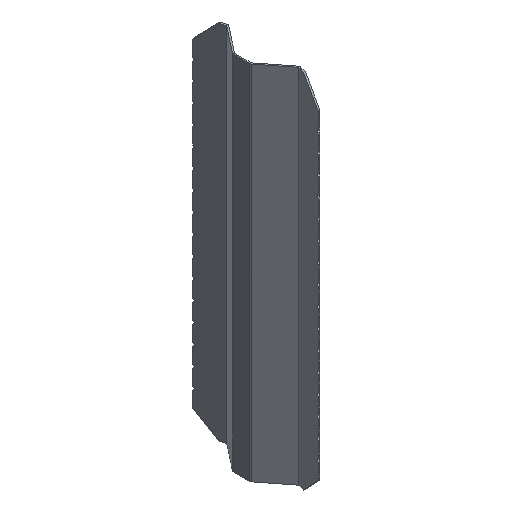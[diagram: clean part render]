
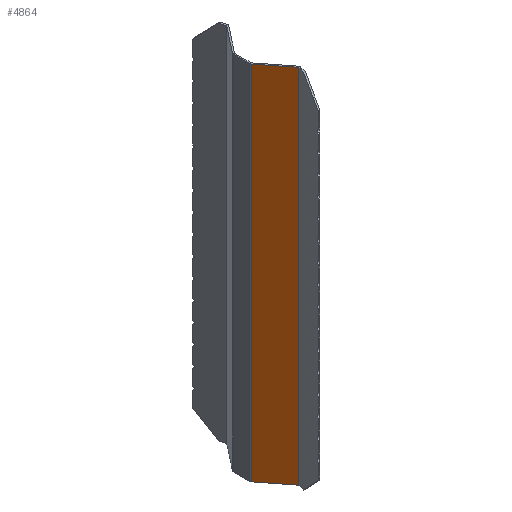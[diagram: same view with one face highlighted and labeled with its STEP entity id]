
A CAD part, isometric view. The second image highlights one B-rep face of the part: STEP entity #4864.
In plain terms, the highlighted planar face has unit normal (-0.787, -0.616, 0).
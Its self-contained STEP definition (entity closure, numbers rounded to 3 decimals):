
#47=DIRECTION('',(0.616,-0.788,0.));
#48=VECTOR('',#47,7.067);
#49=CARTESIAN_POINT('',(22.82,372.593,300.));
#50=LINE('',#49,#48);
#181=DIRECTION('',(-0.616,0.788,0.));
#182=VECTOR('',#181,7.067);
#183=CARTESIAN_POINT('',(27.175,367.028,224.));
#184=LINE('',#183,#182);
#1318=DIRECTION('',(0.,0.,1.));
#1319=VECTOR('',#1318,76.);
#1320=CARTESIAN_POINT('',(22.82,372.593,224.));
#1321=LINE('',#1320,#1319);
#1330=DIRECTION('',(0.,0.,-1.));
#1331=VECTOR('',#1330,76.);
#1332=CARTESIAN_POINT('',(27.175,367.028,300.));
#1333=LINE('',#1332,#1331);
#2454=CARTESIAN_POINT('',(27.175,367.028,300.));
#2455=VERTEX_POINT('',#2454);
#2456=CARTESIAN_POINT('',(22.82,372.593,300.));
#2457=VERTEX_POINT('',#2456);
#2694=CARTESIAN_POINT('',(27.175,367.028,224.));
#2695=VERTEX_POINT('',#2694);
#2696=CARTESIAN_POINT('',(22.82,372.593,224.));
#2697=VERTEX_POINT('',#2696);
#4852=CARTESIAN_POINT('',(22.735,372.702,300.));
#4853=DIRECTION('',(-0.788,-0.616,0.));
#4854=DIRECTION('',(-0.616,0.788,0.));
#4855=AXIS2_PLACEMENT_3D('',#4852,#4853,#4854);
#4856=PLANE('',#4855);
#4857=ORIENTED_EDGE('',*,*,#4844,.T.);
#4858=ORIENTED_EDGE('',*,*,#3202,.T.);
#4860=ORIENTED_EDGE('',*,*,#4859,.T.);
#4861=ORIENTED_EDGE('',*,*,#3279,.T.);
#4862=EDGE_LOOP('',(#4857,#4858,#4860,#4861));
#4863=FACE_OUTER_BOUND('',#4862,.F.);
#4864=ADVANCED_FACE('',(#4863),#4856,.T.);
#3202=EDGE_CURVE('',#2457,#2455,#50,.T.);
#3279=EDGE_CURVE('',#2695,#2697,#184,.T.);
#4844=EDGE_CURVE('',#2697,#2457,#1321,.T.);
#4859=EDGE_CURVE('',#2455,#2695,#1333,.T.);
